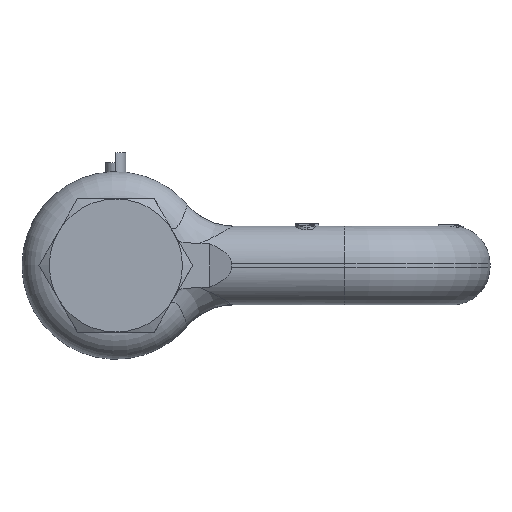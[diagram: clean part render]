
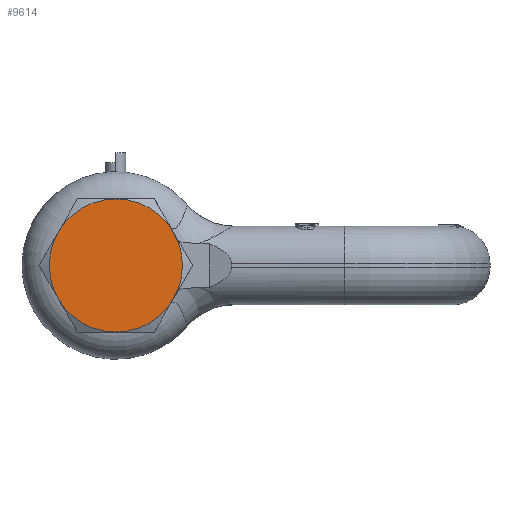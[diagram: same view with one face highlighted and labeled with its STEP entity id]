
A CAD part, left-side view. The second image highlights one B-rep face of the part: STEP entity #9614.
In plain terms, the highlighted planar face has unit normal (-1, 0, 0).
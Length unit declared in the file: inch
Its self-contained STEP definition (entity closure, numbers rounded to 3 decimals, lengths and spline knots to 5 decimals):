
#4277=CARTESIAN_POINT('',(-2.395,0.,0.));
#4278=DIRECTION('',(-1.,0.,0.));
#4279=DIRECTION('',(0.,0.,-1.));
#4280=AXIS2_PLACEMENT_3D('',#4277,#4278,#4279);
#4282=CARTESIAN_POINT('',(-2.395,0.,0.));
#4283=DIRECTION('',(-1.,0.,0.));
#4284=DIRECTION('',(0.,0.866,-0.5));
#4285=AXIS2_PLACEMENT_3D('',#4282,#4283,#4284);
#4287=CARTESIAN_POINT('',(-2.395,0.,0.));
#4288=DIRECTION('',(-1.,0.,0.));
#4289=DIRECTION('',(0.,0.866,0.5));
#4290=AXIS2_PLACEMENT_3D('',#4287,#4288,#4289);
#4292=CARTESIAN_POINT('',(-2.395,0.,0.));
#4293=DIRECTION('',(-1.,0.,0.));
#4294=DIRECTION('',(0.,0.,1.));
#4295=AXIS2_PLACEMENT_3D('',#4292,#4293,#4294);
#4297=CARTESIAN_POINT('',(-2.395,0.,0.));
#4298=DIRECTION('',(-1.,0.,0.));
#4299=DIRECTION('',(0.,-0.866,0.5));
#4300=AXIS2_PLACEMENT_3D('',#4297,#4298,#4299);
#4302=CARTESIAN_POINT('',(-2.395,0.,0.));
#4303=DIRECTION('',(-1.,0.,0.));
#4304=DIRECTION('',(0.,-0.866,-0.5));
#4305=AXIS2_PLACEMENT_3D('',#4302,#4303,#4304);
#4963=CARTESIAN_POINT('',(-2.395,0.,-0.844));
#4964=CARTESIAN_POINT('',(-2.395,-0.73093,-0.422));
#4965=VERTEX_POINT('',#4963);
#4966=VERTEX_POINT('',#4964);
#4967=CARTESIAN_POINT('',(-2.395,-0.73093,0.422));
#4968=VERTEX_POINT('',#4967);
#4969=CARTESIAN_POINT('',(-2.395,0.,0.844));
#4970=VERTEX_POINT('',#4969);
#4971=CARTESIAN_POINT('',(-2.395,0.73093,0.422));
#4972=VERTEX_POINT('',#4971);
#4973=CARTESIAN_POINT('',(-2.395,0.73093,-0.422));
#4974=VERTEX_POINT('',#4973);
#9601=CARTESIAN_POINT('',(-2.395,0.,0.));
#9602=DIRECTION('',(-1.,0.,0.));
#9603=DIRECTION('',(0.,0.,1.));
#9604=AXIS2_PLACEMENT_3D('',#9601,#9602,#9603);
#9605=PLANE('',#9604);
#9606=ORIENTED_EDGE('',*,*,#9459,.F.);
#9607=ORIENTED_EDGE('',*,*,#9583,.F.);
#9608=ORIENTED_EDGE('',*,*,#9571,.F.);
#9609=ORIENTED_EDGE('',*,*,#9558,.F.);
#9610=ORIENTED_EDGE('',*,*,#9486,.F.);
#9611=ORIENTED_EDGE('',*,*,#9473,.F.);
#9612=EDGE_LOOP('',(#9606,#9607,#9608,#9609,#9610,#9611));
#9613=FACE_OUTER_BOUND('',#9612,.F.);
#9614=ADVANCED_FACE('',(#9613),#9605,.T.);
#4281=CIRCLE('',#4280,0.844);
#4286=CIRCLE('',#4285,0.844);
#4291=CIRCLE('',#4290,0.844);
#4296=CIRCLE('',#4295,0.844);
#4301=CIRCLE('',#4300,0.844);
#4306=CIRCLE('',#4305,0.844);
#9459=EDGE_CURVE('',#4965,#4966,#4281,.T.);
#9473=EDGE_CURVE('',#4966,#4968,#4306,.T.);
#9486=EDGE_CURVE('',#4968,#4970,#4301,.T.);
#9558=EDGE_CURVE('',#4970,#4972,#4296,.T.);
#9571=EDGE_CURVE('',#4972,#4974,#4291,.T.);
#9583=EDGE_CURVE('',#4974,#4965,#4286,.T.);
